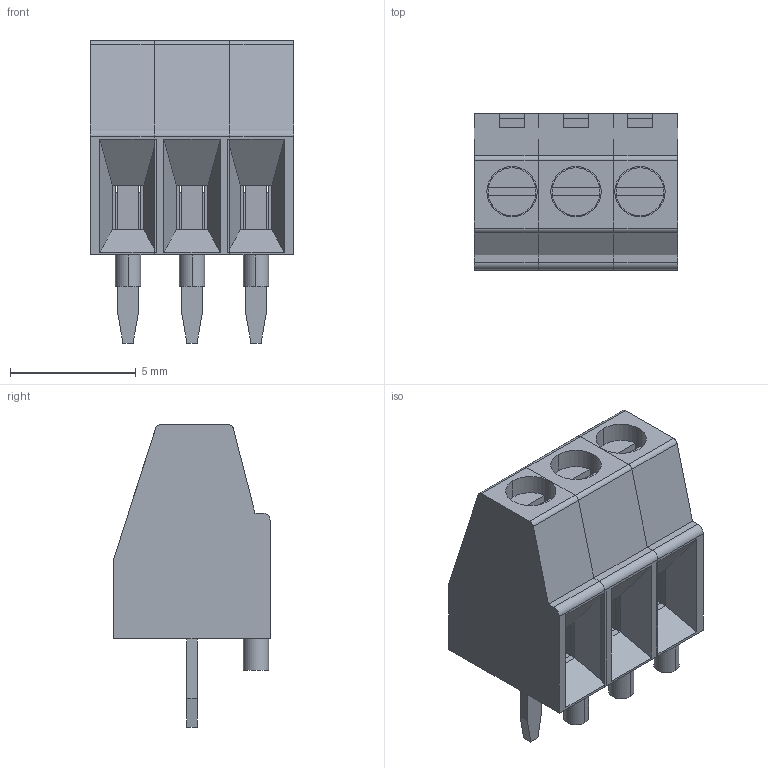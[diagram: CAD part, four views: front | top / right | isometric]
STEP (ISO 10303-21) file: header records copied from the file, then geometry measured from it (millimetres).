
FILE_DESCRIPTION(('FreeCAD Model'),'2;1');
FILE_NAME('Conn_Phoenix_MPT_3pos.step','2018-06-12T14:35:46',('kicad StepUp'),('ksu MCAD'), 'Open CASCADE STEP processor 7.2','FreeCAD','Unknown');
FILE_SCHEMA(('AUTOMOTIVE_DESIGN { 1 0 10303 214 1 1 1 1 }'));
Length unit declared in the file: millimetre
Products named in the file (1): Conn_Phoenix_MPT_3pos
Bounding box: 8.08 x 6.2 x 12 mm (x, y, z)
Volume: 253.6 mm3; surface area: 740.1 mm2
Topology: 1 solids, 1 shells, 264 faces, 738 edges, 474 vertices
Faces by surface type: plane 204, cylinder 60
Entity records: 10301 total; most frequent: CARTESIAN_POINT 1477, ORIENTED_EDGE 1476, DIRECTION 1418, EDGE_CURVE 738, LINE 588, VECTOR 588, VERTEX_POINT 474, AXIS2_PLACEMENT_3D 415
